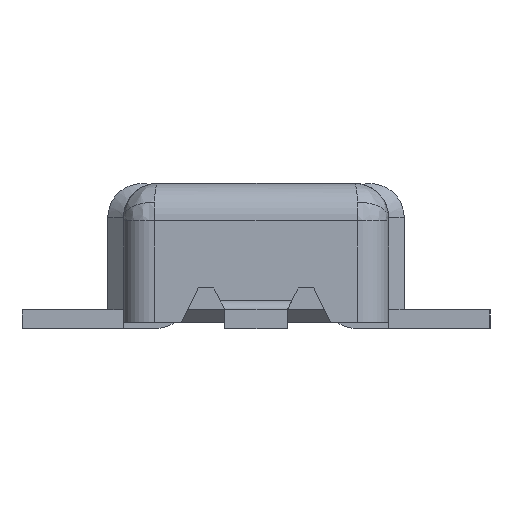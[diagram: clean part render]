
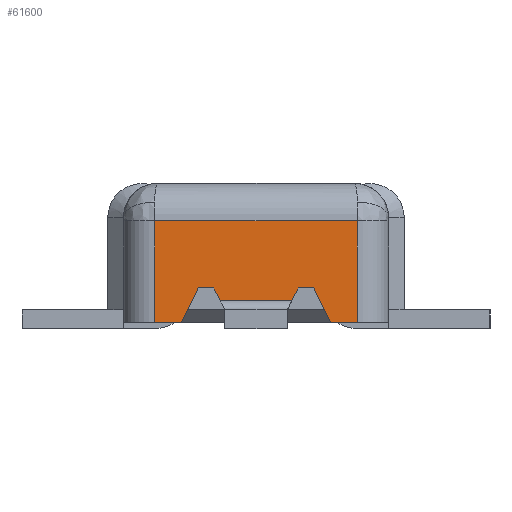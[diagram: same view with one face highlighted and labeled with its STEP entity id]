
A CAD part, left-side view. The second image highlights one B-rep face of the part: STEP entity #61600.
In plain terms, the highlighted face is planar.
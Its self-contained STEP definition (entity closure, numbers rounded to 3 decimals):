
#60430=CARTESIAN_POINT('',(-156.535,-0.37,
9.849));
#60440=VERTEX_POINT('',#60430);
#60470=CARTESIAN_POINT('',(-156.535,-0.695,
9.849));
#60480=DIRECTION('',(0.,1.,0.));
#60490=VECTOR('',#60480,1.);
#60500=LINE('',#60470,#60490);
#60510=CARTESIAN_POINT('',(-156.535,-0.695,
9.849));
#60520=VERTEX_POINT('',#60510);
#60530=EDGE_CURVE('',#60520,#60440,#60500,.T.);
#60660=CARTESIAN_POINT('',(-155.865,-0.707,
9.849));
#60670=DIRECTION('',(0.,0.,1.));
#60680=DIRECTION('',(1.,0.,0.));
#60690=AXIS2_PLACEMENT_3D('',#60660,#60670,#60680);
#60700=PLANE('',#60690);
#60710=CARTESIAN_POINT('',(-156.535,-0.695,
9.849));
#60720=DIRECTION('',(1.,0.,0.));
#60730=VECTOR('',#60720,1.);
#60740=LINE('',#60710,#60730);
#60750=CARTESIAN_POINT('',(-156.45,-0.695,
9.849));
#60760=VERTEX_POINT('',#60750);
#60770=EDGE_CURVE('',#60520,#60760,#60740,.T.);
#60780=ORIENTED_EDGE('',*,*,#60770,.T.);
#60790=ORIENTED_EDGE('',*,*,#60530,.F.);
#60800=CARTESIAN_POINT('',(-156.535,-0.37,
9.849));
#60810=DIRECTION('',(1.,0.,0.));
#60820=VECTOR('',#60810,1.);
#60830=LINE('',#60800,#60820);
#60840=CARTESIAN_POINT('',(-155.885,-0.37,
9.849));
#60850=VERTEX_POINT('',#60840);
#60860=EDGE_CURVE('',#60440,#60850,#60830,.T.);
#60870=ORIENTED_EDGE('',*,*,#60860,.F.);
#60880=CARTESIAN_POINT('',(-155.885,-0.37,
9.849));
#60890=DIRECTION('',(0.,-1.,0.));
#60900=VECTOR('',#60890,1.);
#60910=LINE('',#60880,#60900);
#60920=CARTESIAN_POINT('',(-155.885,-0.695,
9.849));
#60930=VERTEX_POINT('',#60920);
#60940=EDGE_CURVE('',#60850,#60930,#60910,.T.);
#60950=ORIENTED_EDGE('',*,*,#60940,.F.);
#60960=CARTESIAN_POINT('',(-155.885,-0.695,
9.849));
#60970=DIRECTION('',(-1.,0.,0.));
#60980=VECTOR('',#60970,1.);
#60990=LINE('',#60960,#60980);
#61000=CARTESIAN_POINT('',(-155.97,-0.695,
9.849));
#61010=VERTEX_POINT('',#61000);
#61020=EDGE_CURVE('',#60930,#61010,#60990,.T.);
#61030=ORIENTED_EDGE('',*,*,#61020,.F.);
#61040=CARTESIAN_POINT('',(-156.025,-0.585,
9.849));
#61050=DIRECTION('',(0.447,-0.894,0.));
#61060=VECTOR('',#61050,1.);
#61070=LINE('',#61040,#61060);
#61080=CARTESIAN_POINT('',(-156.025,-0.585,
9.849));
#61090=VERTEX_POINT('',#61080);
#61100=EDGE_CURVE('',#61090,#61010,#61070,.T.);
#61110=ORIENTED_EDGE('',*,*,#61100,.T.);
#61120=CARTESIAN_POINT('',(-156.025,-0.585,
9.849));
#61130=DIRECTION('',(-1.,0.,0.));
#61140=VECTOR('',#61130,1.);
#61150=LINE('',#61120,#61140);
#61160=CARTESIAN_POINT('',(-156.075,-0.585,
9.849));
#61170=VERTEX_POINT('',#61160);
#61180=EDGE_CURVE('',#61090,#61170,#61150,.T.);
#61190=ORIENTED_EDGE('',*,*,#61180,.F.);
#61200=CARTESIAN_POINT('',(-156.095,-0.625,
9.849));
#61210=DIRECTION('',(0.447,0.894,0.));
#61220=VECTOR('',#61210,1.);
#61230=LINE('',#61200,#61220);
#61240=CARTESIAN_POINT('',(-156.095,-0.625,
9.849));
#61250=VERTEX_POINT('',#61240);
#61260=EDGE_CURVE('',#61250,#61170,#61230,.T.);
#61270=ORIENTED_EDGE('',*,*,#61260,.T.);
#61280=CARTESIAN_POINT('',(-156.095,-0.625,
9.849));
#61290=DIRECTION('',(-1.,0.,0.));
#61300=VECTOR('',#61290,1.);
#61310=LINE('',#61280,#61300);
#61320=CARTESIAN_POINT('',(-156.325,-0.625,
9.849));
#61330=VERTEX_POINT('',#61320);
#61340=EDGE_CURVE('',#61250,#61330,#61310,.T.);
#61350=ORIENTED_EDGE('',*,*,#61340,.F.);
#61360=CARTESIAN_POINT('',(-156.345,-0.585,
9.849));
#61370=DIRECTION('',(0.447,-0.894,0.));
#61380=VECTOR('',#61370,1.);
#61390=LINE('',#61360,#61380);
#61400=CARTESIAN_POINT('',(-156.345,-0.585,
9.849));
#61410=VERTEX_POINT('',#61400);
#61420=EDGE_CURVE('',#61410,#61330,#61390,.T.);
#61430=ORIENTED_EDGE('',*,*,#61420,.T.);
#61440=CARTESIAN_POINT('',(-156.395,-0.585,
9.849));
#61450=DIRECTION('',(1.,0.,0.));
#61460=VECTOR('',#61450,1.);
#61470=LINE('',#61440,#61460);
#61480=CARTESIAN_POINT('',(-156.395,-0.585,
9.849));
#61490=VERTEX_POINT('',#61480);
#61500=EDGE_CURVE('',#61490,#61410,#61470,.T.);
#61510=ORIENTED_EDGE('',*,*,#61500,.T.);
#61520=CARTESIAN_POINT('',(-156.45,-0.695,
9.849));
#61530=DIRECTION('',(0.447,0.894,0.));
#61540=VECTOR('',#61530,1.);
#61550=LINE('',#61520,#61540);
#61560=EDGE_CURVE('',#60760,#61490,#61550,.T.);
#61570=ORIENTED_EDGE('',*,*,#61560,.T.);
#61580=EDGE_LOOP('',(#61570,#61510,#61430,#61350,#61270,#61190,#61110,
#61030,#60950,#60870,#60790,#60780));
#61590=FACE_OUTER_BOUND('',#61580,.T.);
#61600=ADVANCED_FACE('',(#61590),#60700,.T.);
